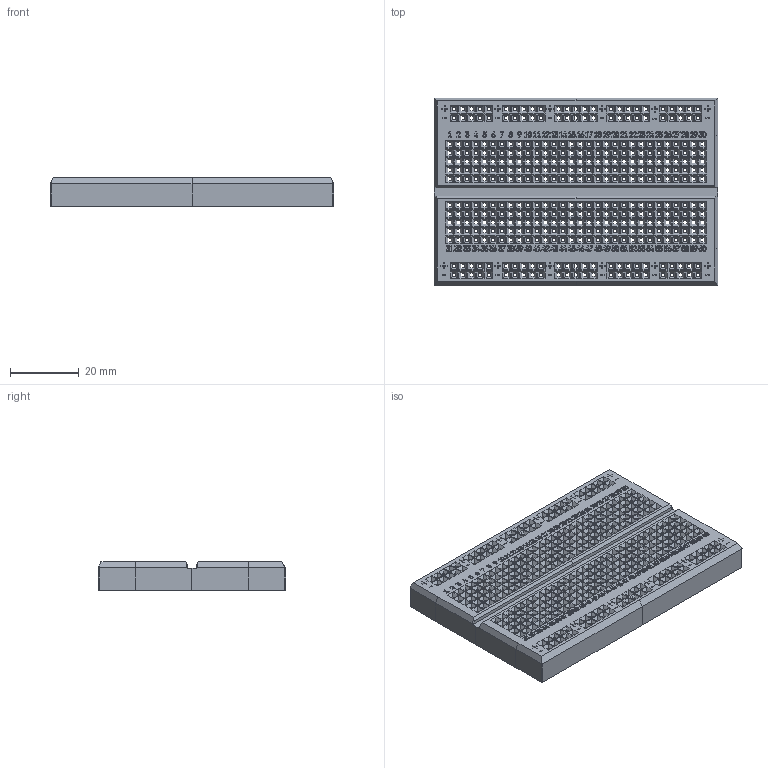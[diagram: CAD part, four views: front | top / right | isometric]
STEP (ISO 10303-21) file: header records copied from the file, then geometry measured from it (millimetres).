
FILE_DESCRIPTION(/* description */ (''),/* implementation_level */ '2;1');
FILE_NAME(/* name */ 'Breadboard point508mm No Feet Logo v1.step',/* time_stamp */ '2023-07-15T15:00:19-07:00',/* author */ (''),/* organization */ (''),/* preprocessor_version */ 'ST-DEVELOPER v19.2',/* originating_system */ 'Autodesk Translation Framework v12.6.0.85',/* authorisation */ '');
FILE_SCHEMA (('AUTOMOTIVE_DESIGN { 1 0 10303 214 3 1 1 }'));
Products named in the file (1): Breadboard point508mm No Feet Logo
Bounding box: 82.55 x 54.61 x 8.38 mm (x, y, z)
Volume: 20240.1 mm3; surface area: 30019.3 mm2
Topology: 1 solids, 1 shells, 6342 faces, 16947 edges, 10718 vertices
Faces by surface type: plane 5534, bspline 800, cylinder 8
Entity records: 196304 total; most frequent: CARTESIAN_POINT 44560, ORIENTED_EDGE 33894, DIRECTION 26577, EDGE_CURVE 16947, LINE 15323, VECTOR 15323, VERTEX_POINT 10718, EDGE_LOOP 7280
